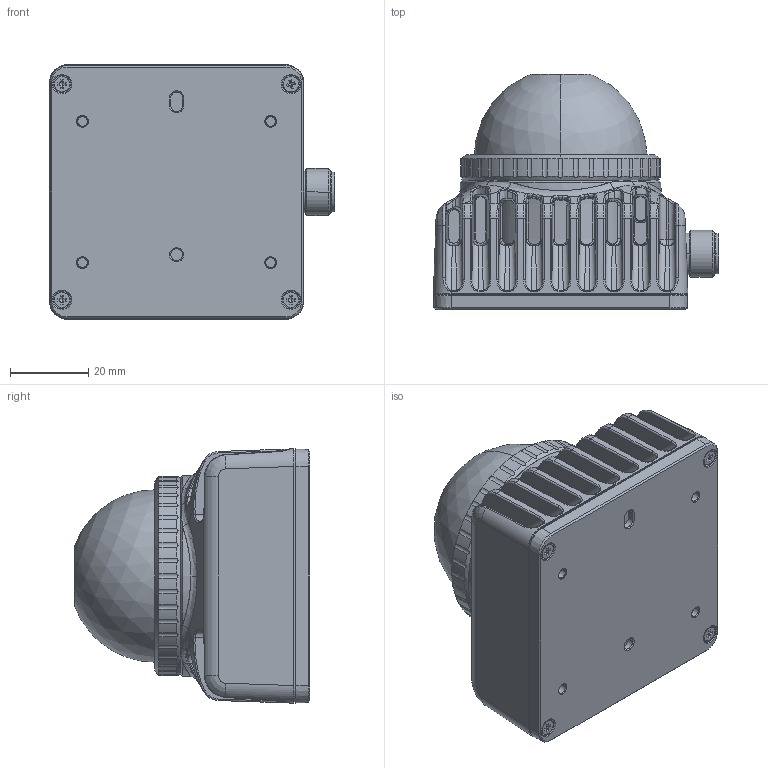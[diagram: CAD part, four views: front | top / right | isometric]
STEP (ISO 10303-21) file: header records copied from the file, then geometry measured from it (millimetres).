
FILE_DESCRIPTION((''),'2;1');
FILE_NAME('MID-360_4_ASM','2023-01-06T15:19:34',('dale.chen'),(''),'CREO PARAMETRIC BY PTC INC, 2019164','CREO PARAMETRIC BY PTC INC, 2019164','');
FILE_SCHEMA(('CONFIG_CONTROL_DESIGN','SHAPE_APPEARANCE_LAYERS_GROUPS'));
Products named in the file (8): MID-360_4_1; MID-360_4_2; MID-360_4_3; MID-360_4_4; MID-360_4_5; MID-360_4_6; MID-360_4_7; MID-360_4_ASM
Assembly tree (7 placements, depth 2):
  MID-360_4_ASM
    MID-360_4_1
    MID-360_4_2
    MID-360_4_3
    MID-360_4_4
    MID-360_4_5
    MID-360_4_6
    MID-360_4_7
Bounding box: 72.74 x 60.1 x 64.87 mm (x, y, z)
Volume: 52397.5 mm3; surface area: 46353.6 mm2
Topology: 7 solids, 23 shells, 1715 faces, 4648 edges, 2999 vertices
Faces by surface type: cylinder 577, plane 461, bspline 318, cone 192, torus 137, extrusion 24, sphere 6
Entity records: 100012 total; most frequent: CARTESIAN_POINT 49680, ORIENTED_EDGE 9139, DIRECTION 7541, EDGE_CURVE 4608, VERTEX_POINT 2999, AXIS2_PLACEMENT_3D 2926, PRESENTATION_STYLE_ASSIGNMENT 2505, STYLED_ITEM 2505
